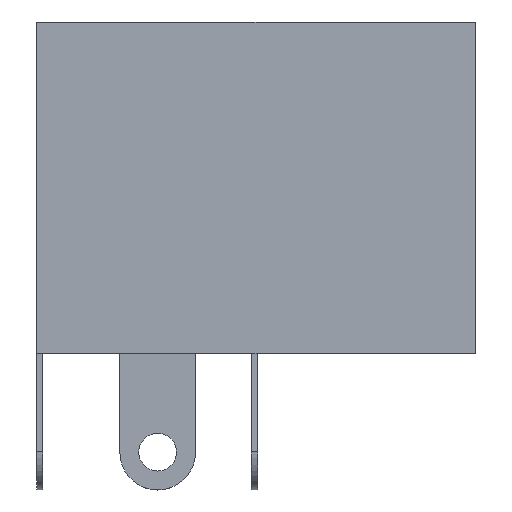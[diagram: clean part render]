
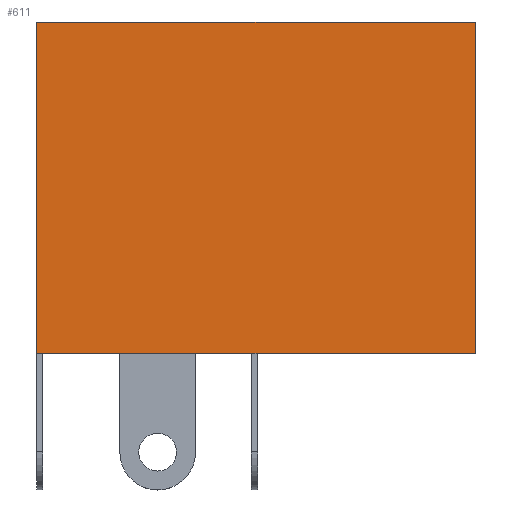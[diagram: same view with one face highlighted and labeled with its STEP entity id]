
A CAD part, top view. The second image highlights one B-rep face of the part: STEP entity #611.
In plain terms, the highlighted planar face has unit normal (0, 0, 1).
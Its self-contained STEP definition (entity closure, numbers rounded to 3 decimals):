
#50=FACE_OUTER_BOUND('',#89,.T.);
#89=EDGE_LOOP('',(#444,#445,#446,#447));
#132=LINE('',#926,#191);
#135=LINE('',#938,#194);
#145=LINE('',#964,#204);
#146=LINE('',#965,#205);
#191=VECTOR('',#739,10.);
#194=VECTOR('',#750,10.);
#204=VECTOR('',#778,10.);
#205=VECTOR('',#779,10.);
#273=VERTEX_POINT('',#923);
#274=VERTEX_POINT('',#925);
#278=VERTEX_POINT('',#936);
#279=VERTEX_POINT('',#937);
#332=EDGE_CURVE('',#274,#273,#132,.T.);
#338=EDGE_CURVE('',#278,#279,#135,.T.);
#352=EDGE_CURVE('',#273,#278,#145,.T.);
#353=EDGE_CURVE('',#279,#274,#146,.T.);
#444=ORIENTED_EDGE('',*,*,#332,.T.);
#445=ORIENTED_EDGE('',*,*,#352,.T.);
#446=ORIENTED_EDGE('',*,*,#338,.T.);
#447=ORIENTED_EDGE('',*,*,#353,.T.);
#583=PLANE('',#674);
#611=ADVANCED_FACE('',(#50),#583,.T.);
#674=AXIS2_PLACEMENT_3D('',#963,#776,#777);
#739=DIRECTION('',(0.,-1.,0.));
#750=DIRECTION('',(0.,1.,0.));
#776=DIRECTION('center_axis',(0.,0.,1.));
#777=DIRECTION('ref_axis',(0.,-1.,0.));
#778=DIRECTION('',(1.,0.,0.));
#779=DIRECTION('',(-1.,0.,0.));
#923=CARTESIAN_POINT('',(-7.25,0.,4.5));
#925=CARTESIAN_POINT('',(-7.25,10.95,4.5));
#926=CARTESIAN_POINT('',(-7.25,10.95,4.5));
#936=CARTESIAN_POINT('',(7.25,0.,4.5));
#937=CARTESIAN_POINT('',(7.25,10.95,4.5));
#938=CARTESIAN_POINT('',(7.25,0.,4.5));
#963=CARTESIAN_POINT('Origin',(0.,10.7,4.5));
#964=CARTESIAN_POINT('',(-7.25,0.,4.5));
#965=CARTESIAN_POINT('',(7.25,10.95,4.5));
